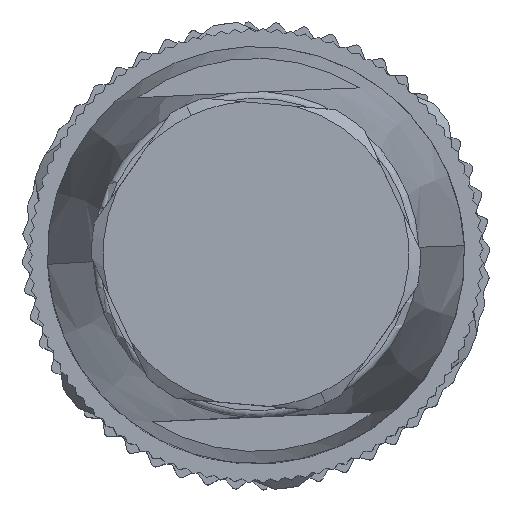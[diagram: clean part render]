
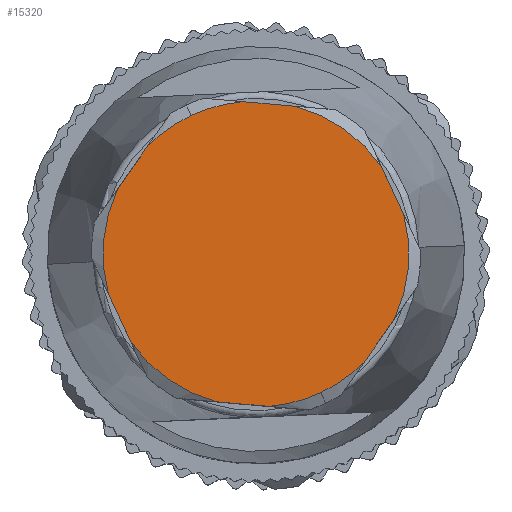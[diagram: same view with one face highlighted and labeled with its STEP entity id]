
A CAD part, top view. The second image highlights one B-rep face of the part: STEP entity #15320.
In plain terms, the highlighted planar face has unit normal (0, 0, 1).
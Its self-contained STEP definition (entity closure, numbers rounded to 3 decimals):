
#15258=AXIS2_PLACEMENT_3D('Plane Axis2P3D',#15255,#15256,#15257) ;
#15262=AXIS2_PLACEMENT_3D('Circle Axis2P3D',#15260,#15261,$) ;
#15267=AXIS2_PLACEMENT_3D('Circle Axis2P3D',#15265,#15266,$) ;
#15274=AXIS2_PLACEMENT_3D('Circle Axis2P3D',#15272,#15273,$) ;
#15279=AXIS2_PLACEMENT_3D('Circle Axis2P3D',#15277,#15278,$) ;
#15284=AXIS2_PLACEMENT_3D('Circle Axis2P3D',#15282,#15283,$) ;
#15289=AXIS2_PLACEMENT_3D('Circle Axis2P3D',#15287,#15288,$) ;
#15296=AXIS2_PLACEMENT_3D('Circle Axis2P3D',#15294,#15295,$) ;
#15301=AXIS2_PLACEMENT_3D('Circle Axis2P3D',#15299,#15300,$) ;
#12061=CARTESIAN_POINT('Line Origine',(9.53,3.619,60.4)) ;
#12065=CARTESIAN_POINT('Vertex',(8.39,3.719,60.4)) ;
#12067=CARTESIAN_POINT('Vertex',(10.67,3.52,60.4)) ;
#12147=CARTESIAN_POINT('Vertex',(4.689,6.31,60.4)) ;
#12150=CARTESIAN_POINT('Line Origine',(4.205,7.348,60.4)) ;
#12154=CARTESIAN_POINT('Vertex',(3.722,8.385,60.4)) ;
#12219=CARTESIAN_POINT('Vertex',(4.115,12.885,60.4)) ;
#12222=CARTESIAN_POINT('Line Origine',(4.772,13.823,60.4)) ;
#12226=CARTESIAN_POINT('Vertex',(5.428,14.76,60.4)) ;
#12318=CARTESIAN_POINT('Vertex',(9.523,16.67,60.4)) ;
#12321=CARTESIAN_POINT('Line Origine',(10.663,16.57,60.4)) ;
#12325=CARTESIAN_POINT('Vertex',(11.803,16.47,60.4)) ;
#12390=CARTESIAN_POINT('Vertex',(15.504,13.879,60.4)) ;
#12393=CARTESIAN_POINT('Line Origine',(15.987,12.842,60.4)) ;
#12397=CARTESIAN_POINT('Vertex',(16.471,11.804,60.4)) ;
#12455=CARTESIAN_POINT('Line Origine',(15.421,6.366,60.4)) ;
#12459=CARTESIAN_POINT('Vertex',(14.764,5.429,60.4)) ;
#12461=CARTESIAN_POINT('Vertex',(16.077,7.304,60.4)) ;
#15255=CARTESIAN_POINT('Axis2P3D Location',(10.096,10.095,60.4)) ;
#15260=CARTESIAN_POINT('Axis2P3D Location',(10.096,10.095,60.4)) ;
#15265=CARTESIAN_POINT('Axis2P3D Location',(10.096,10.095,60.4)) ;
#15269=CARTESIAN_POINT('Vertex',(12.886,4.113,60.4)) ;
#15272=CARTESIAN_POINT('Axis2P3D Location',(10.096,10.095,60.4)) ;
#15277=CARTESIAN_POINT('Axis2P3D Location',(10.096,10.095,60.4)) ;
#15282=CARTESIAN_POINT('Axis2P3D Location',(10.096,10.095,60.4)) ;
#15287=CARTESIAN_POINT('Axis2P3D Location',(10.096,10.095,60.4)) ;
#15291=CARTESIAN_POINT('Vertex',(7.307,16.076,60.4)) ;
#15294=CARTESIAN_POINT('Axis2P3D Location',(10.096,10.095,60.4)) ;
#15299=CARTESIAN_POINT('Axis2P3D Location',(10.096,10.095,60.4)) ;
#12062=DIRECTION('Vector Direction',(0.996,-0.087,0.)) ;
#12151=DIRECTION('Vector Direction',(0.423,-0.906,0.)) ;
#12223=DIRECTION('Vector Direction',(-0.574,-0.819,0.)) ;
#12322=DIRECTION('Vector Direction',(-0.996,0.087,0.)) ;
#12394=DIRECTION('Vector Direction',(-0.423,0.906,0.)) ;
#12456=DIRECTION('Vector Direction',(0.574,0.819,0.)) ;
#15256=DIRECTION('Axis2P3D Direction',(0.,0.,1.)) ;
#15257=DIRECTION('Axis2P3D XDirection',(-0.423,0.906,0.)) ;
#15261=DIRECTION('Axis2P3D Direction',(0.,0.,1.)) ;
#15266=DIRECTION('Axis2P3D Direction',(0.,0.,1.)) ;
#15273=DIRECTION('Axis2P3D Direction',(0.,0.,1.)) ;
#15278=DIRECTION('Axis2P3D Direction',(0.,0.,1.)) ;
#15283=DIRECTION('Axis2P3D Direction',(0.,0.,1.)) ;
#15288=DIRECTION('Axis2P3D Direction',(0.,0.,1.)) ;
#15295=DIRECTION('Axis2P3D Direction',(0.,0.,1.)) ;
#15300=DIRECTION('Axis2P3D Direction',(0.,0.,1.)) ;
#12063=VECTOR('Line Direction',#12062,1.) ;
#12152=VECTOR('Line Direction',#12151,1.) ;
#12224=VECTOR('Line Direction',#12223,1.) ;
#12323=VECTOR('Line Direction',#12322,1.) ;
#12395=VECTOR('Line Direction',#12394,1.) ;
#12457=VECTOR('Line Direction',#12456,1.) ;
#15305=ORIENTED_EDGE('',*,*,#12156,.T.) ;
#15306=ORIENTED_EDGE('',*,*,#15264,.T.) ;
#15307=ORIENTED_EDGE('',*,*,#12069,.T.) ;
#15308=ORIENTED_EDGE('',*,*,#15271,.T.) ;
#15309=ORIENTED_EDGE('',*,*,#15276,.T.) ;
#15310=ORIENTED_EDGE('',*,*,#12463,.T.) ;
#15311=ORIENTED_EDGE('',*,*,#15281,.T.) ;
#15312=ORIENTED_EDGE('',*,*,#12399,.T.) ;
#15313=ORIENTED_EDGE('',*,*,#15286,.T.) ;
#15314=ORIENTED_EDGE('',*,*,#12327,.T.) ;
#15315=ORIENTED_EDGE('',*,*,#15293,.T.) ;
#15316=ORIENTED_EDGE('',*,*,#15298,.T.) ;
#15317=ORIENTED_EDGE('',*,*,#12228,.T.) ;
#15318=ORIENTED_EDGE('',*,*,#15303,.T.) ;
#15320=ADVANCED_FACE('Hauptk\X2\00F6\X0\rper',(#15319),#15259,.T.) ;
#15263=CIRCLE('generated circle',#15262,6.6) ;
#15268=CIRCLE('generated circle',#15267,6.6) ;
#15275=CIRCLE('generated circle',#15274,6.6) ;
#15280=CIRCLE('generated circle',#15279,6.6) ;
#15285=CIRCLE('generated circle',#15284,6.6) ;
#15290=CIRCLE('generated circle',#15289,6.6) ;
#15297=CIRCLE('generated circle',#15296,6.6) ;
#15302=CIRCLE('generated circle',#15301,6.6) ;
#12069=EDGE_CURVE('',#12066,#12068,#12064,.T.) ;
#12156=EDGE_CURVE('',#12155,#12148,#12153,.T.) ;
#12228=EDGE_CURVE('',#12227,#12220,#12225,.T.) ;
#12327=EDGE_CURVE('',#12326,#12319,#12324,.T.) ;
#12399=EDGE_CURVE('',#12398,#12391,#12396,.T.) ;
#12463=EDGE_CURVE('',#12460,#12462,#12458,.T.) ;
#15264=EDGE_CURVE('',#12148,#12066,#15263,.T.) ;
#15271=EDGE_CURVE('',#12068,#15270,#15268,.T.) ;
#15276=EDGE_CURVE('',#15270,#12460,#15275,.T.) ;
#15281=EDGE_CURVE('',#12462,#12398,#15280,.T.) ;
#15286=EDGE_CURVE('',#12391,#12326,#15285,.T.) ;
#15293=EDGE_CURVE('',#12319,#15292,#15290,.T.) ;
#15298=EDGE_CURVE('',#15292,#12227,#15297,.T.) ;
#15303=EDGE_CURVE('',#12220,#12155,#15302,.T.) ;
#15304=EDGE_LOOP('',(#15305,#15306,#15307,#15308,#15309,#15310,#15311,#15312,#15313,#15314,#15315,#15316,#15317,#15318)) ;
#15319=FACE_OUTER_BOUND('',#15304,.T.) ;
#12064=LINE('Line',#12061,#12063) ;
#12153=LINE('Line',#12150,#12152) ;
#12225=LINE('Line',#12222,#12224) ;
#12324=LINE('Line',#12321,#12323) ;
#12396=LINE('Line',#12393,#12395) ;
#12458=LINE('Line',#12455,#12457) ;
#15259=PLANE('',#15258) ;
#12066=VERTEX_POINT('',#12065) ;
#12068=VERTEX_POINT('',#12067) ;
#12148=VERTEX_POINT('',#12147) ;
#12155=VERTEX_POINT('',#12154) ;
#12220=VERTEX_POINT('',#12219) ;
#12227=VERTEX_POINT('',#12226) ;
#12319=VERTEX_POINT('',#12318) ;
#12326=VERTEX_POINT('',#12325) ;
#12391=VERTEX_POINT('',#12390) ;
#12398=VERTEX_POINT('',#12397) ;
#12460=VERTEX_POINT('',#12459) ;
#12462=VERTEX_POINT('',#12461) ;
#15270=VERTEX_POINT('',#15269) ;
#15292=VERTEX_POINT('',#15291) ;
